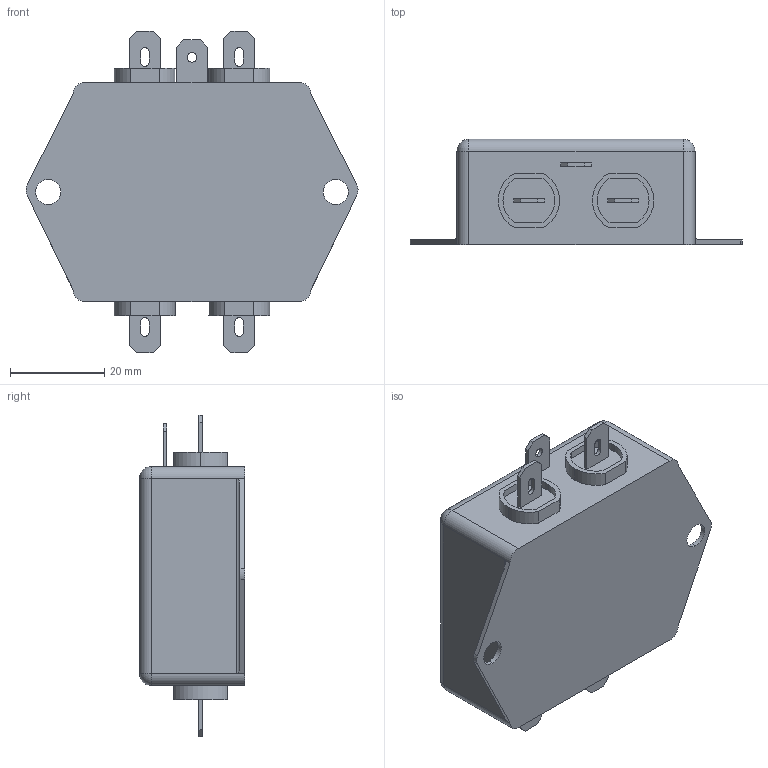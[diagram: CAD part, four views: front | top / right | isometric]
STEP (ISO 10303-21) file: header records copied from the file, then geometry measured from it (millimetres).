
FILE_DESCRIPTION (( 'STEP AP214' ), '1' );
FILE_NAME ('RES90F01.step', '2015-09-21T11:30:11', ( '' ), ( '' ), 'SwSTEP 2.0', 'SolidWorks 2015', '' );
FILE_SCHEMA (( 'AUTOMOTIVE_DESIGN' ));
Length unit declared in the file: millimetre
Products named in the file (1): RES90F01
Bounding box: 70.42 x 22.3 x 68.3 mm (x, y, z)
Volume: 53546.3 mm3; surface area: 10825.6 mm2
Topology: 1 solids, 1 shells, 137 faces, 354 edges, 228 vertices
Faces by surface type: plane 79, cylinder 54, sphere 4
Entity records: 4202 total; most frequent: CARTESIAN_POINT 728, DIRECTION 726, ORIENTED_EDGE 700, EDGE_CURVE 350, AXIS2_PLACEMENT_3D 242, LINE 242, VECTOR 242, VERTEX_POINT 228
